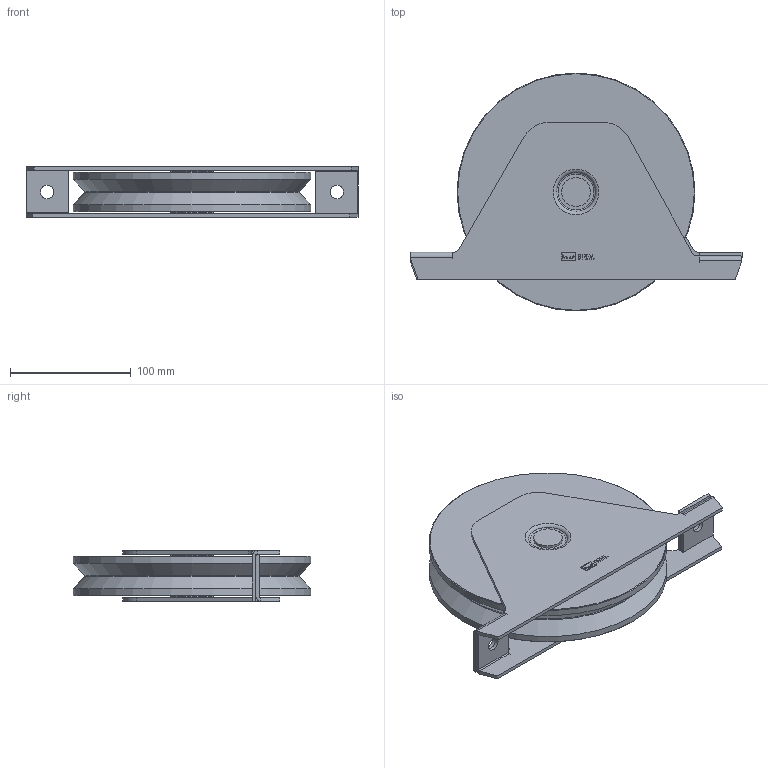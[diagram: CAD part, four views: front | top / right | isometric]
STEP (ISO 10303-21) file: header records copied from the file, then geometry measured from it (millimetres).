
FILE_DESCRIPTION(/* description */ ('336V-200 C=42 ZINCATA - RUOTA '),/* implementation_level */ '2;1');
FILE_NAME(/* name */ '11514580 001.stp',/* time_stamp */ '2025-04-09T12:18:21+02:00',/* author */ ('gcocco'),/* organization */ (''),/* preprocessor_version */ 'ST-DEVELOPER v19.2',/* originating_system */ 'Autodesk Inventor 2023',/* authorisation */ '');
FILE_SCHEMA (('AUTOMOTIVE_DESIGN { 1 0 10303 214 3 1 1 }'));
Length unit declared in the file: millimetre
Products named in the file (6): 11514580  001; 33311018  001; 23311018  001; 74101039; 21000867  001; 26400609  001
Assembly tree (7 placements, depth 3):
  11514580  001
    33311018  001
      23311018  001
      74101039  x2
    21000867  001
    26400609  001  x2
Bounding box: 275 x 197 x 42 mm (x, y, z)
Volume: 1057546.2 mm3; surface area: 211938.6 mm2
Topology: 30 solids, 30 shells, 444 faces, 1177 edges, 780 vertices
Faces by surface type: plane 303, torus 62, cylinder 49, sphere 22, cone 8
Full cylindrical faces by diameter (mm): 11 x4, 19.8 x1, 20 x4, 24 x1, 30.432 x4, 41.568 x4, 45 x1, 52 x3, 59 x1, 197 x2
Entity records: 7652 total; most frequent: CARTESIAN_POINT 1310, DIRECTION 1304, ORIENTED_EDGE 1226, EDGE_CURVE 613, VERTEX_POINT 450, AXIS2_PLACEMENT_3D 444, LINE 416, VECTOR 416
